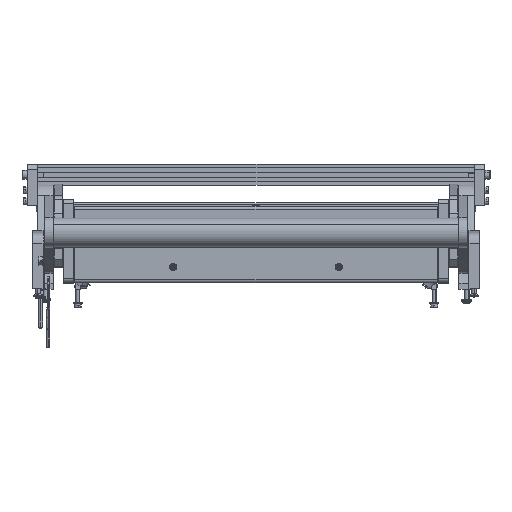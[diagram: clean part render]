
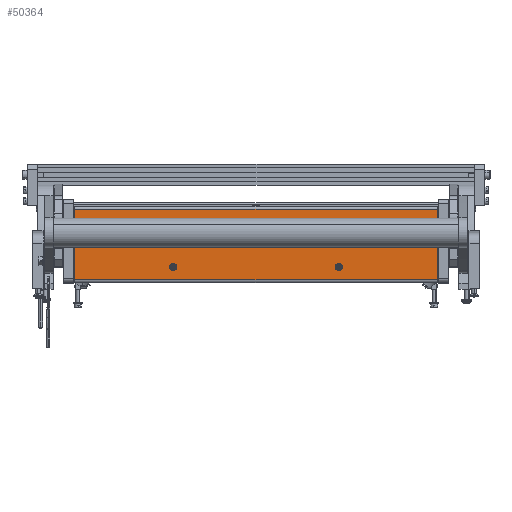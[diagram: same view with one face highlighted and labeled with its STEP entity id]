
A CAD part, top view. The second image highlights one B-rep face of the part: STEP entity #50364.
In plain terms, the highlighted face is planar.
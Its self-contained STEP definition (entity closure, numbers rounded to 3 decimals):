
#922 = VECTOR ( 'NONE', #20721, 1000. ) ;
#1226 = FACE_BOUND ( 'NONE', #66124, .T. ) ;
#2344 = DIRECTION ( 'NONE',  ( 0., 0., -1. ) ) ;
#2556 = DIRECTION ( 'NONE',  ( 1., 0., 0. ) ) ;
#8496 = VERTEX_POINT ( 'NONE', #34734 ) ;
#8732 = ORIENTED_EDGE ( 'NONE', *, *, #60550, .F. ) ;
#10028 = CIRCLE ( 'NONE', #36472, 2.1 ) ;
#10070 = CARTESIAN_POINT ( 'NONE',  ( -175., 0., 0. ) ) ;
#10975 = DIRECTION ( 'NONE',  ( 0., 1., 0. ) ) ;
#11250 = VECTOR ( 'NONE', #12624, 1000. ) ;
#11301 = LINE ( 'NONE', #47052, #25873 ) ;
#11805 = CARTESIAN_POINT ( 'NONE',  ( 80., 58.6, 0. ) ) ;
#12365 = ORIENTED_EDGE ( 'NONE', *, *, #61259, .F. ) ;
#12624 = DIRECTION ( 'NONE',  ( -1., 0., 0. ) ) ;
#13672 = EDGE_CURVE ( 'NONE', #45648, #26081, #41375, .T. ) ;
#14370 = CARTESIAN_POINT ( 'NONE',  ( 175., 0., 0. ) ) ;
#15365 = CIRCLE ( 'NONE', #33726, 2.1 ) ;
#16242 = DIRECTION ( 'NONE',  ( -1., 0., 0. ) ) ;
#17430 = CARTESIAN_POINT ( 'NONE',  ( -175., 2.737, 0. ) ) ;
#17445 = EDGE_CURVE ( 'NONE', #18406, #32970, #29951, .T. ) ;
#18406 = VERTEX_POINT ( 'NONE', #47486 ) ;
#18622 = LINE ( 'NONE', #17430, #23524 ) ;
#19502 = LINE ( 'NONE', #14370, #922 ) ;
#20721 = DIRECTION ( 'NONE',  ( 0., 1., 0. ) ) ;
#23415 = CARTESIAN_POINT ( 'NONE',  ( 77.9, 58.6, 0. ) ) ;
#23524 = VECTOR ( 'NONE', #2556, 1000. ) ;
#24290 = AXIS2_PLACEMENT_3D ( 'NONE', #11805, #2344, #27969 ) ;
#24664 = CARTESIAN_POINT ( 'NONE',  ( 80., 58.6, 0. ) ) ;
#24706 = AXIS2_PLACEMENT_3D ( 'NONE', #26548, #31535, #16242 ) ;
#25873 = VECTOR ( 'NONE', #10975, 1000. ) ;
#26081 = VERTEX_POINT ( 'NONE', #26742 ) ;
#26548 = CARTESIAN_POINT ( 'NONE',  ( -80., 58.6, 0. ) ) ;
#26742 = CARTESIAN_POINT ( 'NONE',  ( -77.9, 58.6, 0. ) ) ;
#26853 = EDGE_CURVE ( 'NONE', #34707, #32970, #11301, .T. ) ;
#27252 = ORIENTED_EDGE ( 'NONE', *, *, #13672, .F. ) ;
#27969 = DIRECTION ( 'NONE',  ( -1., 0., 0. ) ) ;
#29416 = CARTESIAN_POINT ( 'NONE',  ( -82.1, 58.6, 0. ) ) ;
#29951 = LINE ( 'NONE', #58500, #11250 ) ;
#30437 = VERTEX_POINT ( 'NONE', #31969 ) ;
#30506 = DIRECTION ( 'NONE',  ( -1., 0., 0. ) ) ;
#31535 = DIRECTION ( 'NONE',  ( 0., 0., -1. ) ) ;
#31969 = CARTESIAN_POINT ( 'NONE',  ( 82.1, 58.6, 0. ) ) ;
#32970 = VERTEX_POINT ( 'NONE', #46640 ) ;
#33726 = AXIS2_PLACEMENT_3D ( 'NONE', #24664, #40810, #57156 ) ;
#34707 = VERTEX_POINT ( 'NONE', #66607 ) ;
#34734 = CARTESIAN_POINT ( 'NONE',  ( 175., 2.737, 0. ) ) ;
#35144 = VERTEX_POINT ( 'NONE', #23415 ) ;
#35522 = CARTESIAN_POINT ( 'NONE',  ( -80., 58.6, 0. ) ) ;
#36472 = AXIS2_PLACEMENT_3D ( 'NONE', #35522, #61656, #30506 ) ;
#39344 = FACE_OUTER_BOUND ( 'NONE', #58814, .T. ) ;
#39828 = AXIS2_PLACEMENT_3D ( 'NONE', #10070, #40479, #50937 ) ;
#40479 = DIRECTION ( 'NONE',  ( 0., 0., -1. ) ) ;
#40810 = DIRECTION ( 'NONE',  ( 0., 0., -1. ) ) ;
#41375 = CIRCLE ( 'NONE', #24706, 2.1 ) ;
#43608 = EDGE_CURVE ( 'NONE', #26081, #45648, #10028, .T. ) ;
#44805 = EDGE_CURVE ( 'NONE', #34707, #8496, #18622, .T. ) ;
#45626 = ORIENTED_EDGE ( 'NONE', *, *, #43608, .F. ) ;
#45648 = VERTEX_POINT ( 'NONE', #29416 ) ;
#45885 = ORIENTED_EDGE ( 'NONE', *, *, #17445, .F. ) ;
#45972 = EDGE_LOOP ( 'NONE', ( #27252, #45626 ) ) ;
#46640 = CARTESIAN_POINT ( 'NONE',  ( -175., 71.133, 0. ) ) ;
#47052 = CARTESIAN_POINT ( 'NONE',  ( -175., 0., 0. ) ) ;
#47486 = CARTESIAN_POINT ( 'NONE',  ( 175., 71.133, 0. ) ) ;
#50150 = ORIENTED_EDGE ( 'NONE', *, *, #26853, .T. ) ;
#50364 = ADVANCED_FACE ( 'NONE', ( #53152, #1226, #39344 ), #55908, .T. ) ;
#50937 = DIRECTION ( 'NONE',  ( -1., 0., 0. ) ) ;
#52072 = ORIENTED_EDGE ( 'NONE', *, *, #44805, .F. ) ;
#53152 = FACE_BOUND ( 'NONE', #45972, .T. ) ;
#55908 = PLANE ( 'NONE',  #39828 ) ;
#56808 = EDGE_CURVE ( 'NONE', #30437, #35144, #15365, .T. ) ;
#57156 = DIRECTION ( 'NONE',  ( -1., 0., 0. ) ) ;
#58500 = CARTESIAN_POINT ( 'NONE',  ( -175., 71.133, 0. ) ) ;
#58661 = CIRCLE ( 'NONE', #24290, 2.1 ) ;
#58814 = EDGE_LOOP ( 'NONE', ( #45885, #12365, #52072, #50150 ) ) ;
#60550 = EDGE_CURVE ( 'NONE', #35144, #30437, #58661, .T. ) ;
#61259 = EDGE_CURVE ( 'NONE', #8496, #18406, #19502, .T. ) ;
#61656 = DIRECTION ( 'NONE',  ( 0., 0., -1. ) ) ;
#63355 = ORIENTED_EDGE ( 'NONE', *, *, #56808, .F. ) ;
#66124 = EDGE_LOOP ( 'NONE', ( #8732, #63355 ) ) ;
#66607 = CARTESIAN_POINT ( 'NONE',  ( -175., 2.737, 0. ) ) ;
